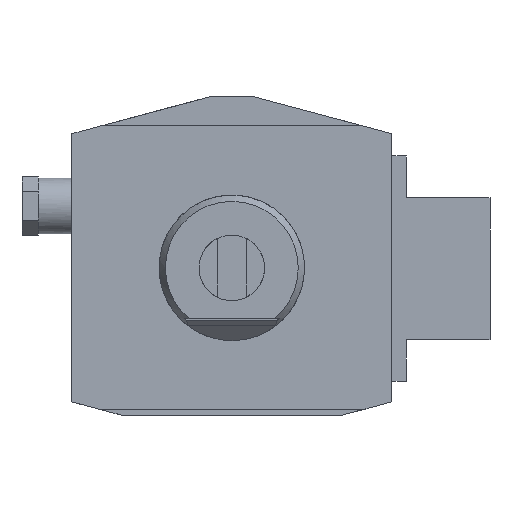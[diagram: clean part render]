
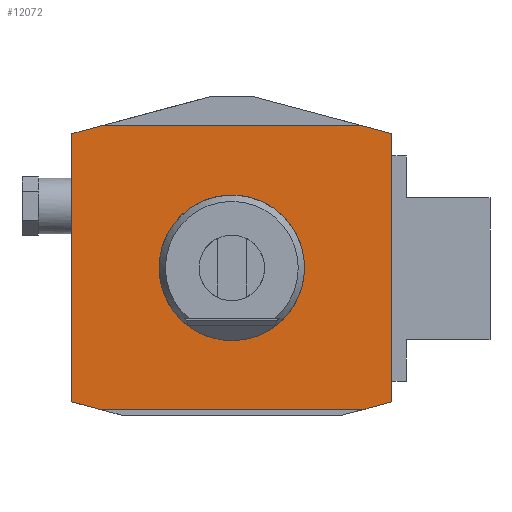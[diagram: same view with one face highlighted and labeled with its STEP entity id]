
A CAD part, front view. The second image highlights one B-rep face of the part: STEP entity #12072.
In plain terms, the highlighted planar face has unit normal (0, -1, 0).
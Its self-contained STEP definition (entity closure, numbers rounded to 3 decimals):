
#93 = CARTESIAN_POINT ( 'NONE',  ( 38.638, -18., -59.011 ) ) ;
#97 = DIRECTION ( 'NONE',  ( 0., 0., 1. ) ) ;
#137 = LINE ( 'NONE', #24170, #1062 ) ;
#581 = ORIENTED_EDGE ( 'NONE', *, *, #5681, .T. ) ;
#800 = AXIS2_PLACEMENT_3D ( 'NONE', #27942, #16959, #25773 ) ;
#1062 = VECTOR ( 'NONE', #15459, 1000. ) ;
#1742 = LINE ( 'NONE', #4495, #3459 ) ;
#1822 = EDGE_LOOP ( 'NONE', ( #581 ) ) ;
#1962 = DIRECTION ( 'NONE',  ( -1., 0., 0. ) ) ;
#2192 = EDGE_LOOP ( 'NONE', ( #3175, #25889, #25138, #15187, #19579, #17409, #9537, #25273 ) ) ;
#2540 = VECTOR ( 'NONE', #18799, 1000. ) ;
#2625 = AXIS2_PLACEMENT_3D ( 'NONE', #6782, #17609, #18164 ) ;
#2931 = VECTOR ( 'NONE', #14273, 1000. ) ;
#3175 = ORIENTED_EDGE ( 'NONE', *, *, #4079, .F. ) ;
#3459 = VECTOR ( 'NONE', #15040, 1000. ) ;
#4079 = EDGE_CURVE ( 'NONE', #14320, #9708, #5612, .T. ) ;
#4155 = LINE ( 'NONE', #12973, #10469 ) ;
#4495 = CARTESIAN_POINT ( 'NONE',  ( 62.967, -18., 31.786 ) ) ;
#5612 = LINE ( 'NONE', #23090, #2540 ) ;
#5681 = EDGE_CURVE ( 'NONE', #20956, #20956, #22491, .T. ) ;
#6782 = CARTESIAN_POINT ( 'NONE',  ( 0., -18., 0. ) ) ;
#7027 = CARTESIAN_POINT ( 'NONE',  ( 44., -18., 36.868 ) ) ;
#8593 = CARTESIAN_POINT ( 'NONE',  ( -36.044, -18., -39. ) ) ;
#8795 = CARTESIAN_POINT ( 'NONE',  ( 36.044, -18., 39. ) ) ;
#9146 = VERTEX_POINT ( 'NONE', #8593 ) ;
#9498 = EDGE_CURVE ( 'NONE', #27504, #21228, #9502, .T. ) ;
#9502 = LINE ( 'NONE', #22763, #28419 ) ;
#9537 = ORIENTED_EDGE ( 'NONE', *, *, #17492, .F. ) ;
#9708 = VERTEX_POINT ( 'NONE', #11472 ) ;
#9950 = EDGE_CURVE ( 'NONE', #9708, #9146, #10111, .T. ) ;
#10111 = LINE ( 'NONE', #16770, #2931 ) ;
#10469 = VECTOR ( 'NONE', #1962, 1000. ) ;
#11472 = CARTESIAN_POINT ( 'NONE',  ( 36.044, -18., -39. ) ) ;
#12072 = ADVANCED_FACE ( 'Defeature completata1_49', ( #19132, #18711 ), #12596, .T. ) ;
#12091 = CARTESIAN_POINT ( 'NONE',  ( -44., -18., -36.868 ) ) ;
#12296 = VERTEX_POINT ( 'NONE', #8795 ) ;
#12596 = PLANE ( 'NONE',  #800 ) ;
#12973 = CARTESIAN_POINT ( 'NONE',  ( 44., -18., 39. ) ) ;
#13269 = DIRECTION ( 'NONE',  ( -0.966, 0., 0.259 ) ) ;
#14273 = DIRECTION ( 'NONE',  ( -1., 0., 0. ) ) ;
#14320 = VERTEX_POINT ( 'NONE', #20937 ) ;
#15040 = DIRECTION ( 'NONE',  ( 0.966, 0., -0.259 ) ) ;
#15185 = VERTEX_POINT ( 'NONE', #7027 ) ;
#15187 = ORIENTED_EDGE ( 'NONE', *, *, #22388, .T. ) ;
#15459 = DIRECTION ( 'NONE',  ( 0.966, 0., 0.259 ) ) ;
#15933 = VERTEX_POINT ( 'NONE', #19197 ) ;
#16770 = CARTESIAN_POINT ( 'NONE',  ( 44., -18., -39. ) ) ;
#16959 = DIRECTION ( 'NONE',  ( 0., -1., 0. ) ) ;
#17409 = ORIENTED_EDGE ( 'NONE', *, *, #9498, .F. ) ;
#17492 = EDGE_CURVE ( 'NONE', #9146, #27504, #19663, .T. ) ;
#17609 = DIRECTION ( 'NONE',  ( 0., 1., 0. ) ) ;
#17921 = CARTESIAN_POINT ( 'NONE',  ( 44., -18., -39. ) ) ;
#18164 = DIRECTION ( 'NONE',  ( 0., 0., -1. ) ) ;
#18379 = CARTESIAN_POINT ( 'NONE',  ( 0., -18., -20. ) ) ;
#18711 = FACE_BOUND ( 'NONE', #1822, .T. ) ;
#18799 = DIRECTION ( 'NONE',  ( -0.966, 0., -0.259 ) ) ;
#19132 = FACE_OUTER_BOUND ( 'NONE', #2192, .T. ) ;
#19197 = CARTESIAN_POINT ( 'NONE',  ( -36.044, -18., 39. ) ) ;
#19368 = EDGE_CURVE ( 'NONE', #21228, #15933, #137, .T. ) ;
#19579 = ORIENTED_EDGE ( 'NONE', *, *, #19368, .F. ) ;
#19663 = LINE ( 'NONE', #93, #26397 ) ;
#20476 = DIRECTION ( 'NONE',  ( 0., 0., 1. ) ) ;
#20538 = EDGE_CURVE ( 'NONE', #12296, #15185, #1742, .T. ) ;
#20937 = CARTESIAN_POINT ( 'NONE',  ( 44., -18., -36.868 ) ) ;
#20956 = VERTEX_POINT ( 'NONE', #18379 ) ;
#21228 = VERTEX_POINT ( 'NONE', #22157 ) ;
#21396 = LINE ( 'NONE', #17921, #25670 ) ;
#21397 = EDGE_CURVE ( 'NONE', #14320, #15185, #21396, .T. ) ;
#22157 = CARTESIAN_POINT ( 'NONE',  ( -44., -18., 36.868 ) ) ;
#22388 = EDGE_CURVE ( 'NONE', #12296, #15933, #4155, .T. ) ;
#22491 = CIRCLE ( 'NONE', #2625, 20. ) ;
#22763 = CARTESIAN_POINT ( 'NONE',  ( -44., -18., -39. ) ) ;
#23090 = CARTESIAN_POINT ( 'NONE',  ( 43.467, -18., -37.011 ) ) ;
#24170 = CARTESIAN_POINT ( 'NONE',  ( 19.138, -18., 53.786 ) ) ;
#25138 = ORIENTED_EDGE ( 'NONE', *, *, #20538, .F. ) ;
#25273 = ORIENTED_EDGE ( 'NONE', *, *, #9950, .F. ) ;
#25670 = VECTOR ( 'NONE', #97, 1000. ) ;
#25773 = DIRECTION ( 'NONE',  ( 0., 0., 1. ) ) ;
#25889 = ORIENTED_EDGE ( 'NONE', *, *, #21397, .T. ) ;
#26397 = VECTOR ( 'NONE', #13269, 1000. ) ;
#27504 = VERTEX_POINT ( 'NONE', #12091 ) ;
#27942 = CARTESIAN_POINT ( 'NONE',  ( 44., -18., -39. ) ) ;
#28419 = VECTOR ( 'NONE', #20476, 1000. ) ;
